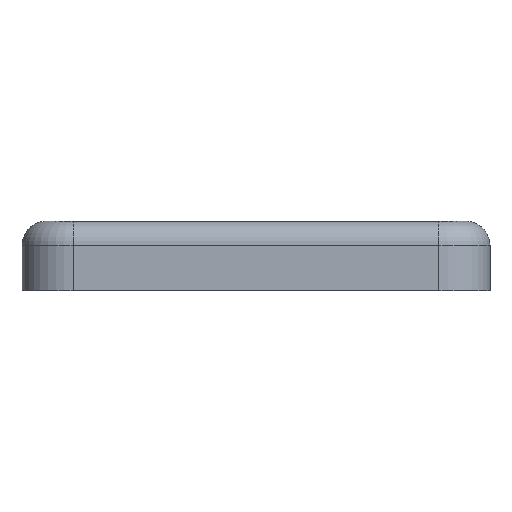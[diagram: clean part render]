
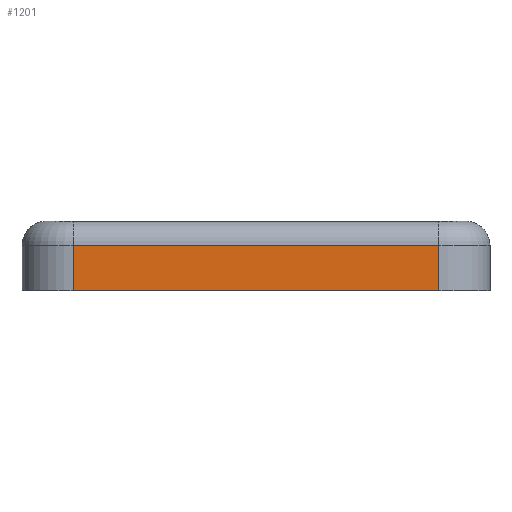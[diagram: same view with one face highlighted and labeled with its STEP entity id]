
A CAD part, left-side view. The second image highlights one B-rep face of the part: STEP entity #1201.
In plain terms, the highlighted face is planar.
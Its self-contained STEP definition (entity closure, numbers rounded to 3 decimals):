
#40=PLANE('',#1360);
#116=LINE('',#2056,#204);
#126=LINE('',#2091,#214);
#127=LINE('',#2095,#215);
#128=LINE('',#2097,#216);
#204=VECTOR('',#1684,1000.);
#214=VECTOR('',#1724,1000.);
#215=VECTOR('',#1729,1000.);
#216=VECTOR('',#1730,1000.);
#511=ORIENTED_EDGE('',*,*,#760,.T.);
#512=ORIENTED_EDGE('',*,*,#742,.T.);
#513=ORIENTED_EDGE('',*,*,#762,.F.);
#514=ORIENTED_EDGE('',*,*,#763,.F.);
#742=EDGE_CURVE('',#864,#868,#116,.T.);
#760=EDGE_CURVE('',#879,#864,#126,.T.);
#762=EDGE_CURVE('',#880,#868,#127,.T.);
#763=EDGE_CURVE('',#879,#880,#128,.T.);
#864=VERTEX_POINT('',#2043);
#868=VERTEX_POINT('',#2055);
#879=VERTEX_POINT('',#2092);
#880=VERTEX_POINT('',#2096);
#1031=EDGE_LOOP('',(#511,#512,#513,#514));
#1115=FACE_BOUND('',#1031,.T.);
#1201=ADVANCED_FACE('',(#1115),#40,.F.);
#1360=AXIS2_PLACEMENT_3D('',#2094,#1727,#1728);
#1684=DIRECTION('',(1.,0.,0.));
#1724=DIRECTION('',(0.,1.,0.));
#1727=DIRECTION('',(0.,0.,1.));
#1728=DIRECTION('',(1.,0.,0.));
#1729=DIRECTION('',(0.,1.,0.));
#1730=DIRECTION('',(1.,0.,0.));
#2043=CARTESIAN_POINT('',(-6.05,-0.8,-12.8));
#2055=CARTESIAN_POINT('',(6.05,-0.8,-12.8));
#2056=CARTESIAN_POINT('',(6.05,-0.8,-12.8));
#2091=CARTESIAN_POINT('',(-6.05,-2.3,-12.8));
#2092=CARTESIAN_POINT('',(-6.05,-2.3,-12.8));
#2094=CARTESIAN_POINT('',(6.05,-2.3,-12.8));
#2095=CARTESIAN_POINT('',(6.05,-2.3,-12.8));
#2096=CARTESIAN_POINT('',(6.05,-2.3,-12.8));
#2097=CARTESIAN_POINT('',(-6.04,-2.3,-12.8));
